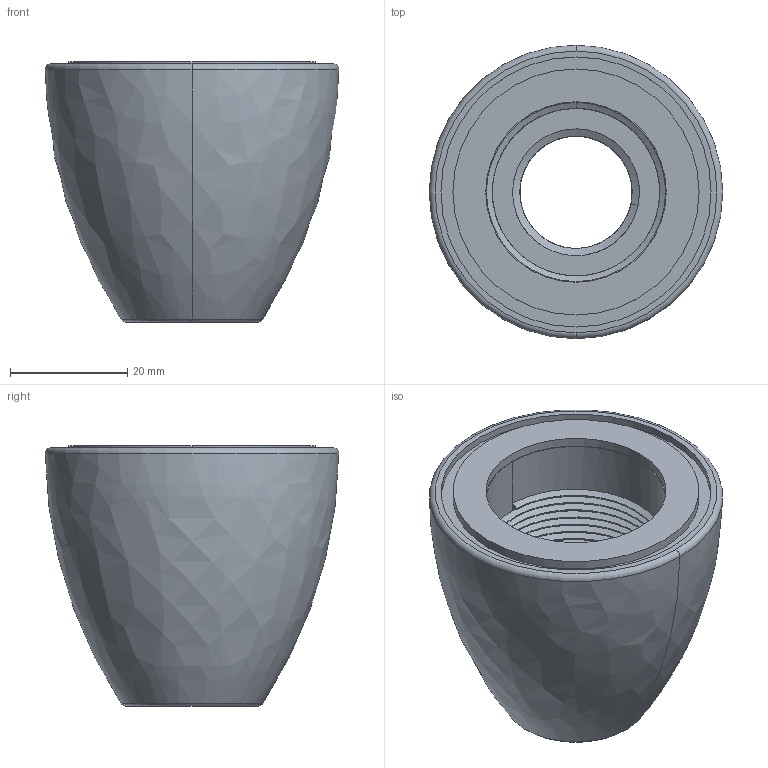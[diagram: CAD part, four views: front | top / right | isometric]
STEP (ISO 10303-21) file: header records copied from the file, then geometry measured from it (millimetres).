
FILE_DESCRIPTION((''),'2;1');
FILE_NAME('200649_ASM','2017-06-21T',('PDMAdmin'),('BANNER ENGINEERING'),'CREO PARAMETRIC BY PTC INC, 2016260','CREO PARAMETRIC BY PTC INC, 2016260','');
FILE_SCHEMA(('CONFIG_CONTROL_DESIGN'));
Products named in the file (3): 129794; 27772; 200649_ASM
Assembly tree (2 placements, depth 2):
  200649_ASM
    129794
    27772
Bounding box: 49.99 x 49.99 x 44.32 mm (x, y, z)
Volume: 37386.1 mm3; surface area: 14556.4 mm2
Topology: 2 solids, 2 shells, 73 faces, 185 edges, 118 vertices
Faces by surface type: cylinder 43, bspline 17, plane 9, torus 4
Entity records: 8612 total; most frequent: CARTESIAN_POINT 6960, ORIENTED_EDGE 370, DIRECTION 252, EDGE_CURVE 185, VERTEX_POINT 118, AXIS2_PLACEMENT_3D 94, B_SPLINE_CURVE_WITH_KNOTS 88, EDGE_LOOP 79
